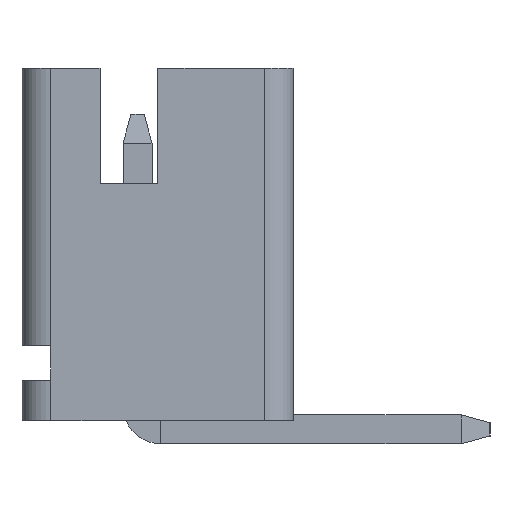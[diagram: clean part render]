
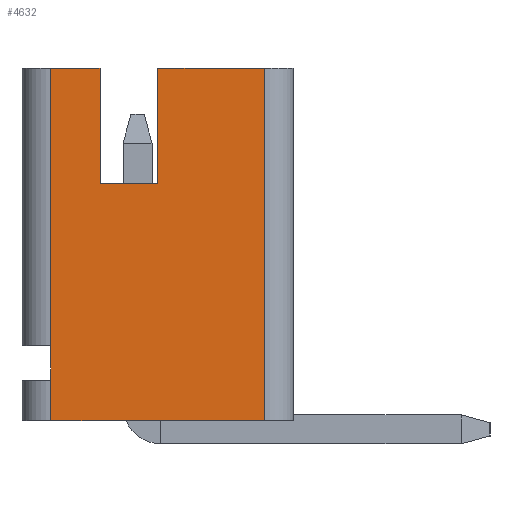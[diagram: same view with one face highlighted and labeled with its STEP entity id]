
A CAD part, left-side view. The second image highlights one B-rep face of the part: STEP entity #4632.
In plain terms, the highlighted planar face has unit normal (-1, 0, 0).
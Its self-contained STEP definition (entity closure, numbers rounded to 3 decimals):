
#115 = CARTESIAN_POINT ( 'NONE',  ( -2., 2., 0. ) ) ;
#141 = VERTEX_POINT ( 'NONE', #2871 ) ;
#144 = DIRECTION ( 'NONE',  ( 0., 0., -1. ) ) ;
#165 = ORIENTED_EDGE ( 'NONE', *, *, #3865, .T. ) ;
#246 = EDGE_CURVE ( 'NONE', #3147, #4303, #1103, .T. ) ;
#436 = ORIENTED_EDGE ( 'NONE', *, *, #3753, .T. ) ;
#444 = DIRECTION ( 'NONE',  ( 0., 0., 1. ) ) ;
#470 = CARTESIAN_POINT ( 'NONE',  ( -2., 0.65, 4.1 ) ) ;
#484 = EDGE_CURVE ( 'NONE', #2967, #3147, #3116, .T. ) ;
#506 = CARTESIAN_POINT ( 'NONE',  ( -2., 0.65, 6.1 ) ) ;
#645 = CARTESIAN_POINT ( 'NONE',  ( -2., -0.35, 6.1 ) ) ;
#687 = EDGE_CURVE ( 'NONE', #4303, #2882, #1190, .T. ) ;
#697 = PLANE ( 'NONE',  #1398 ) ;
#730 = DIRECTION ( 'NONE',  ( 0., 1., 0. ) ) ;
#740 = EDGE_CURVE ( 'NONE', #932, #2456, #3859, .T. ) ;
#743 = CARTESIAN_POINT ( 'NONE',  ( -2., 1.5, 0. ) ) ;
#907 = VECTOR ( 'NONE', #144, 1000. ) ;
#918 = VECTOR ( 'NONE', #730, 1000. ) ;
#932 = VERTEX_POINT ( 'NONE', #2440 ) ;
#991 = EDGE_CURVE ( 'NONE', #2456, #4823, #1661, .T. ) ;
#1103 = LINE ( 'NONE', #2983, #2746 ) ;
#1106 = DIRECTION ( 'NONE',  ( -1., 0., 0. ) ) ;
#1190 = LINE ( 'NONE', #2253, #2648 ) ;
#1257 = DIRECTION ( 'NONE',  ( 0., 1., 0. ) ) ;
#1258 = DIRECTION ( 'NONE',  ( 0., 0., 1. ) ) ;
#1329 = EDGE_LOOP ( 'NONE', ( #165, #3446, #436, #3655, #2385, #2770, #2861, #3343, #2407, #2236 ) ) ;
#1391 = LINE ( 'NONE', #2434, #4201 ) ;
#1398 = AXIS2_PLACEMENT_3D ( 'NONE', #2173, #1106, #3677 ) ;
#1548 = LINE ( 'NONE', #3820, #3003 ) ;
#1661 = LINE ( 'NONE', #743, #4450 ) ;
#1724 = EDGE_CURVE ( 'NONE', #141, #2677, #1548, .T. ) ;
#1825 = CARTESIAN_POINT ( 'NONE',  ( -2., -0.35, 6.1 ) ) ;
#1840 = VECTOR ( 'NONE', #1971, 1000. ) ;
#1887 = DIRECTION ( 'NONE',  ( 0., 1., 0. ) ) ;
#1971 = DIRECTION ( 'NONE',  ( 0., -1., 0. ) ) ;
#2010 = CARTESIAN_POINT ( 'NONE',  ( -2., 1.5, 0. ) ) ;
#2053 = LINE ( 'NONE', #4234, #907 ) ;
#2113 = CARTESIAN_POINT ( 'NONE',  ( -2., 0.65, 4.1 ) ) ;
#2173 = CARTESIAN_POINT ( 'NONE',  ( -2., 0., 0. ) ) ;
#2220 = DIRECTION ( 'NONE',  ( 0., 0., -1. ) ) ;
#2236 = ORIENTED_EDGE ( 'NONE', *, *, #991, .T. ) ;
#2253 = CARTESIAN_POINT ( 'NONE',  ( -2., 2., 6.1 ) ) ;
#2356 = EDGE_CURVE ( 'NONE', #2659, #2967, #2053, .T. ) ;
#2385 = ORIENTED_EDGE ( 'NONE', *, *, #484, .T. ) ;
#2407 = ORIENTED_EDGE ( 'NONE', *, *, #740, .T. ) ;
#2434 = CARTESIAN_POINT ( 'NONE',  ( -2., 1.5, 0. ) ) ;
#2440 = CARTESIAN_POINT ( 'NONE',  ( -2., 1.5, 1.3 ) ) ;
#2456 = VERTEX_POINT ( 'NONE', #3551 ) ;
#2462 = CARTESIAN_POINT ( 'NONE',  ( -2., -0.35, 4.1 ) ) ;
#2648 = VECTOR ( 'NONE', #1887, 1000. ) ;
#2659 = VERTEX_POINT ( 'NONE', #645 ) ;
#2677 = VERTEX_POINT ( 'NONE', #3369 ) ;
#2746 = VECTOR ( 'NONE', #444, 1000. ) ;
#2770 = ORIENTED_EDGE ( 'NONE', *, *, #246, .T. ) ;
#2861 = ORIENTED_EDGE ( 'NONE', *, *, #687, .T. ) ;
#2871 = CARTESIAN_POINT ( 'NONE',  ( -2., -2.2, 0. ) ) ;
#2882 = VERTEX_POINT ( 'NONE', #4702 ) ;
#2967 = VERTEX_POINT ( 'NONE', #2462 ) ;
#2983 = CARTESIAN_POINT ( 'NONE',  ( -2., 0.65, 6.1 ) ) ;
#3003 = VECTOR ( 'NONE', #1258, 1000. ) ;
#3116 = LINE ( 'NONE', #470, #4542 ) ;
#3147 = VERTEX_POINT ( 'NONE', #2113 ) ;
#3343 = ORIENTED_EDGE ( 'NONE', *, *, #4452, .T. ) ;
#3369 = CARTESIAN_POINT ( 'NONE',  ( -2., -2.2, 6.1 ) ) ;
#3424 = LINE ( 'NONE', #1825, #918 ) ;
#3446 = ORIENTED_EDGE ( 'NONE', *, *, #1724, .T. ) ;
#3492 = CARTESIAN_POINT ( 'NONE',  ( -2., 1.5, 1.3 ) ) ;
#3551 = CARTESIAN_POINT ( 'NONE',  ( -2., 1.5, 0.7 ) ) ;
#3655 = ORIENTED_EDGE ( 'NONE', *, *, #2356, .T. ) ;
#3677 = DIRECTION ( 'NONE',  ( 0., -1., 0. ) ) ;
#3753 = EDGE_CURVE ( 'NONE', #2677, #2659, #3424, .T. ) ;
#3814 = LINE ( 'NONE', #115, #1840 ) ;
#3820 = CARTESIAN_POINT ( 'NONE',  ( -2., -2.2, 0. ) ) ;
#3859 = LINE ( 'NONE', #3492, #4307 ) ;
#3865 = EDGE_CURVE ( 'NONE', #4823, #141, #3814, .T. ) ;
#4043 = FACE_OUTER_BOUND ( 'NONE', #1329, .T. ) ;
#4201 = VECTOR ( 'NONE', #4740, 1000. ) ;
#4229 = DIRECTION ( 'NONE',  ( 0., 0., -1. ) ) ;
#4234 = CARTESIAN_POINT ( 'NONE',  ( -2., -0.35, 6.1 ) ) ;
#4303 = VERTEX_POINT ( 'NONE', #506 ) ;
#4307 = VECTOR ( 'NONE', #4229, 1000. ) ;
#4450 = VECTOR ( 'NONE', #2220, 1000. ) ;
#4452 = EDGE_CURVE ( 'NONE', #2882, #932, #1391, .T. ) ;
#4542 = VECTOR ( 'NONE', #1257, 1000. ) ;
#4632 = ADVANCED_FACE ( 'NONE', ( #4043 ), #697, .T. ) ;
#4702 = CARTESIAN_POINT ( 'NONE',  ( -2., 1.5, 6.1 ) ) ;
#4740 = DIRECTION ( 'NONE',  ( 0., 0., -1. ) ) ;
#4823 = VERTEX_POINT ( 'NONE', #2010 ) ;
